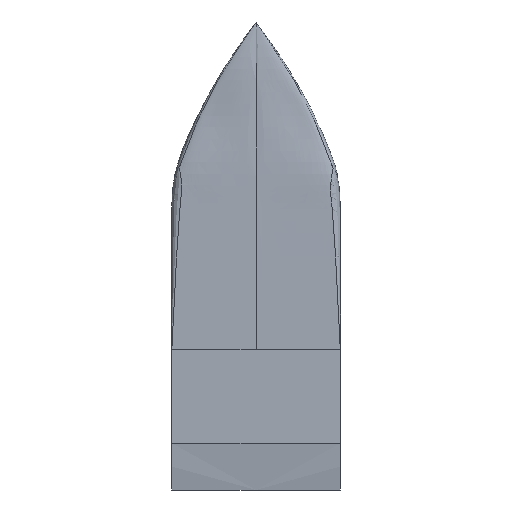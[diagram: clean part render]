
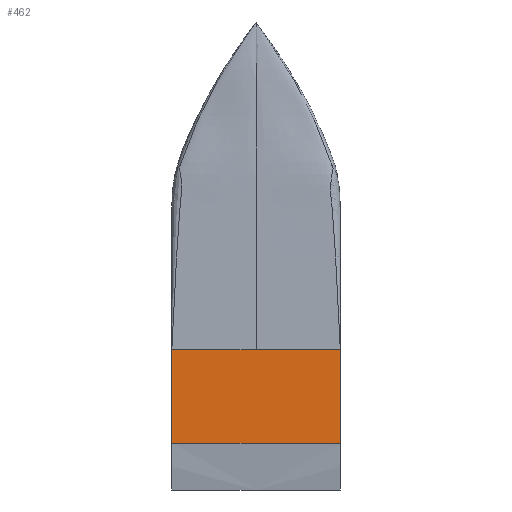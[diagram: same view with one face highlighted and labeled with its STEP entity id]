
A CAD part, top view. The second image highlights one B-rep face of the part: STEP entity #462.
In plain terms, the highlighted planar face has unit normal (0, 0, 1).
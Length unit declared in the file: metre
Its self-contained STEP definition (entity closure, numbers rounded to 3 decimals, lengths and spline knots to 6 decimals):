
#21=PLANE('',#481);
#30=LINE('',#4273,#51);
#44=LINE('',#6168,#65);
#45=LINE('',#6180,#66);
#48=LINE('',#6849,#69);
#49=LINE('',#11117,#70);
#51=VECTOR('',#485,0.01);
#65=VECTOR('',#503,0.01);
#66=VECTOR('',#506,0.01);
#69=VECTOR('',#509,0.01);
#70=VECTOR('',#512,0.01);
#92=FACE_OUTER_BOUND('',#116,.T.);
#116=EDGE_LOOP('',(#421,#422,#423,#424,#425));
#164=VERTEX_POINT('',#1177);
#176=VERTEX_POINT('',#3412);
#182=VERTEX_POINT('',#4272);
#205=VERTEX_POINT('',#6144);
#206=VERTEX_POINT('',#6167);
#230=EDGE_CURVE('',#176,#182,#30,.T.);
#267=EDGE_CURVE('',#206,#205,#44,.T.);
#269=EDGE_CURVE('',#206,#176,#45,.T.);
#272=EDGE_CURVE('',#182,#164,#48,.T.);
#281=EDGE_CURVE('',#205,#164,#49,.T.);
#421=ORIENTED_EDGE('',*,*,#267,.T.);
#422=ORIENTED_EDGE('',*,*,#281,.T.);
#423=ORIENTED_EDGE('',*,*,#272,.F.);
#424=ORIENTED_EDGE('',*,*,#230,.F.);
#425=ORIENTED_EDGE('',*,*,#269,.F.);
#462=ADVANCED_FACE('',(#92),#21,.T.);
#481=AXIS2_PLACEMENT_3D('',#11118,#513,#514);
#485=DIRECTION('',(1.,0.,0.));
#503=DIRECTION('',(1.,0.,0.));
#506=DIRECTION('',(0.,1.,0.));
#509=DIRECTION('',(1.,0.,0.));
#512=DIRECTION('',(0.,1.,0.));
#513=DIRECTION('center_axis',(0.,0.,1.));
#514=DIRECTION('ref_axis',(1.,0.,0.));
#1177=CARTESIAN_POINT('',(0.9,-3.5,0.55));
#3412=CARTESIAN_POINT('',(-0.9,-3.5,0.55));
#4272=CARTESIAN_POINT('',(0.,-3.5,0.55));
#4273=CARTESIAN_POINT('',(-0.9,-3.5,0.55));
#6144=CARTESIAN_POINT('',(0.9,-4.5,0.55));
#6167=CARTESIAN_POINT('',(-0.9,-4.5,0.55));
#6168=CARTESIAN_POINT('',(-0.9,-4.5,0.55));
#6180=CARTESIAN_POINT('',(-0.9,-5.,0.55));
#6849=CARTESIAN_POINT('',(-0.9,-3.5,0.55));
#11117=CARTESIAN_POINT('',(0.9,-5.,0.55));
#11118=CARTESIAN_POINT('Origin',(-0.9,-5.,0.55));
